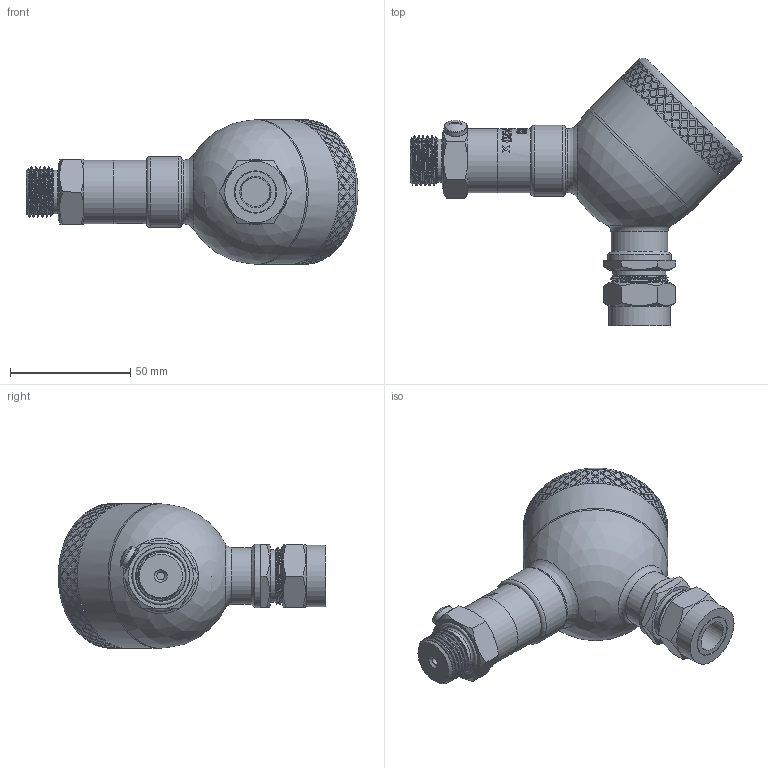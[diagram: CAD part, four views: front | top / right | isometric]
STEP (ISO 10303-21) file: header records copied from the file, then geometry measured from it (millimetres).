
FILE_DESCRIPTION(/* description */ (''),/* implementation_level */ '2;1');
FILE_NAME(/* name */ 'APZ3420x_G1''2DIN_CableGlandM20x1,5Exd_display.step',/* time_stamp */ '2021-07-02T14:23:43+03:00',/* author */ (''),/* organization */ (''),/* preprocessor_version */ 'ST-DEVELOPER v18.1',/* originating_system */ 'Autodesk Translation Framework v10.9.0.1377',/* authorisation */ '');
FILE_SCHEMA (('AUTOMOTIVE_DESIGN { 1 0 10303 214 3 1 1 }'));
Length unit declared in the file: millimetre
Products named in the file (8): АПЗ 3420 х заполненный; G 1\2 DIN; Field housing; Cover for display; Display; Main body; screw M6x1 v1; M20x1,5 steel cable gland Ex d v3
Assembly tree (7 placements, depth 3):
  АПЗ 3420 х заполненный
    G 1\2 DIN
    Field housing
      Cover for display
      Display
      Main body
    screw M6x1 v1
    M20x1,5 steel cable gland Ex d v3
Bounding box: 137.88 x 111.09 x 60.1 mm (x, y, z)
Volume: 233748.6 mm3; surface area: 52254.2 mm2
Topology: 15 solids, 15 shells, 1630 faces, 4068 edges, 2672 vertices
Faces by surface type: bspline 964, cylinder 343, plane 268, cone 33, torus 20, sphere 2
Full cylindrical faces by diameter (mm): 3.3 x1, 4.744 x3, 5 x4, 5.035 x3, 5.884 x4, 6.147 x2, 9.6 x1, 12 x1, 13 x1, 17 x2, 17.6 x1, 18 x1, 18.137 x7, 18.631 x5, 19.85 x6, 20.5 x1, 21 x1, 22 x1, 22.132 x1, 22.4 x1, 23.6 x1, 23.7 x1, 24.5 x2, 25.6 x1, 26.5 x3, 29.5 x1, 41 x3, 46 x2, 52.5 x1, 53 x1
Entity records: 71079 total; most frequent: CARTESIAN_POINT 39904, ORIENTED_EDGE 8130, EDGE_CURVE 4065, DIRECTION 3086, B_SPLINE_CURVE_WITH_KNOTS 2738, VERTEX_POINT 2672, EDGE_LOOP 1871, FACE_OUTER_BOUND 1630
